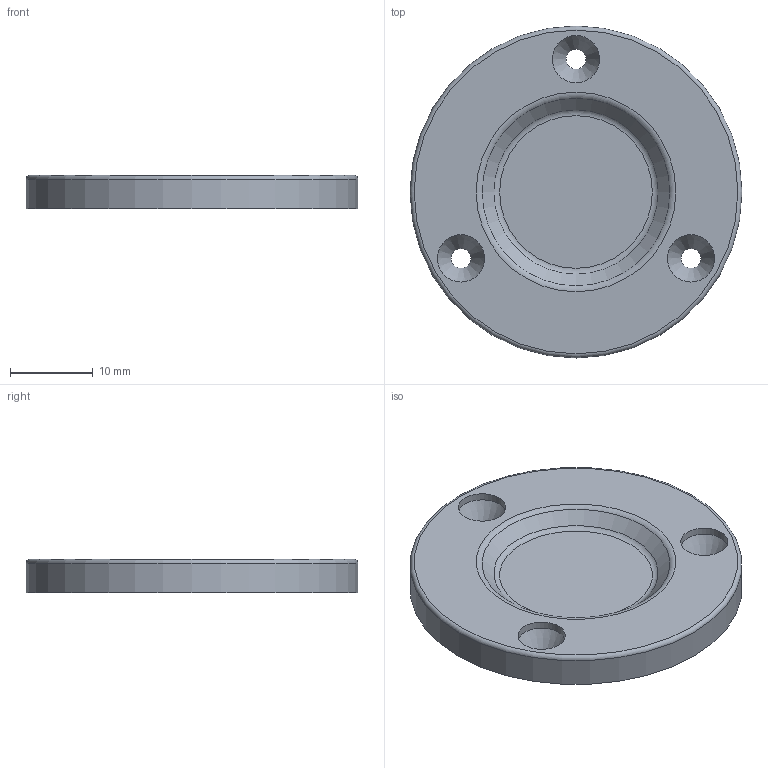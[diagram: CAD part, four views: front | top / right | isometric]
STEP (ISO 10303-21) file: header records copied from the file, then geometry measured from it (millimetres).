
FILE_DESCRIPTION(('FreeCAD Model'),'2;1');
FILE_NAME('Embout2_V1.0.0.step','2020-03-28T10:53:48',('Almisuifre'),(''), 'Open CASCADE STEP processor 6.8','FreeCAD','Unknown');
FILE_SCHEMA(('AUTOMOTIVE_DESIGN_CC2 { 1 2 10303 214 -1 1 5 4 }'));
Length unit declared in the file: millimetre
Products named in the file (1): Embout2_V1.0.0
Bounding box: 40 x 40 x 4 mm (x, y, z)
Volume: 4117 mm3; surface area: 3129.5 mm2
Topology: 1 solids, 1 shells, 17 faces, 33 edges, 19 vertices
Faces by surface type: cylinder 7, cone 4, plane 3, torus 3
Full cylindrical faces by diameter (mm): 2.4 x3, 5.7 x3, 40 x1
Entity records: 1031 total; most frequent: CARTESIAN_POINT 280, DIRECTION 151, ORIENTED_EDGE 66, PCURVE 66, DEFINITIONAL_REPRESENTATION 66, LINE 61, VECTOR 61, AXIS2_PLACEMENT_3D 40
